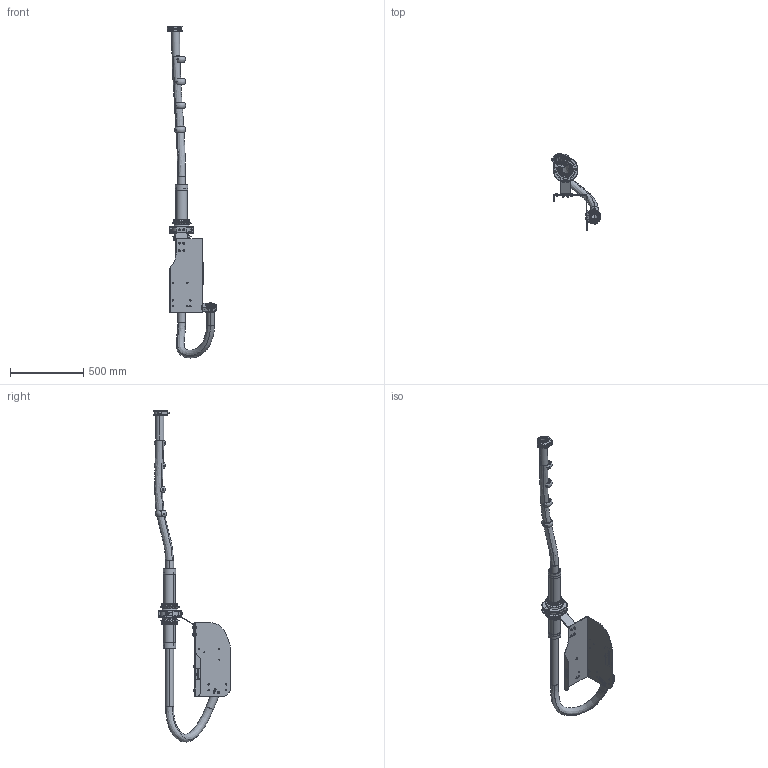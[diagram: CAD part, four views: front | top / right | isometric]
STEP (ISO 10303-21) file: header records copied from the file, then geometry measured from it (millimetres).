
FILE_DESCRIPTION (( 'STEP AP214' ), '1' );
FILE_NAME ('P2224.STEP', '2024-05-17T09:28:08', ( '' ), ( '' ), 'SwSTEP 2.0', 'SolidWorks 2024', '' );
FILE_SCHEMA (( 'AUTOMOTIVE_DESIGN' ));
Length unit declared in the file: millimetre
Products named in the file (1): P2224
Bounding box: 335.47 x 521 x 2264.47 mm (x, y, z)
Volume: 3764207.7 mm3; surface area: 2167231 mm2
Topology: 56 solids, 56 shells, 5307 faces, 13916 edges, 8962 vertices
Faces by surface type: plane 1994, bspline 1295, cylinder 1018, torus 620, cone 320, sphere 60
Entity records: 231909 total; most frequent: CARTESIAN_POINT 108896, ORIENTED_EDGE 27652, DIRECTION 22181, EDGE_CURVE 13826, VERTEX_POINT 8936, AXIS2_PLACEMENT_3D 7923, LINE 6335, VECTOR 6335
